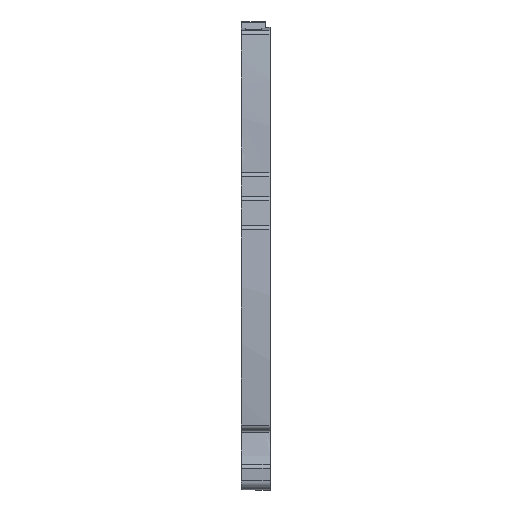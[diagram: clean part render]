
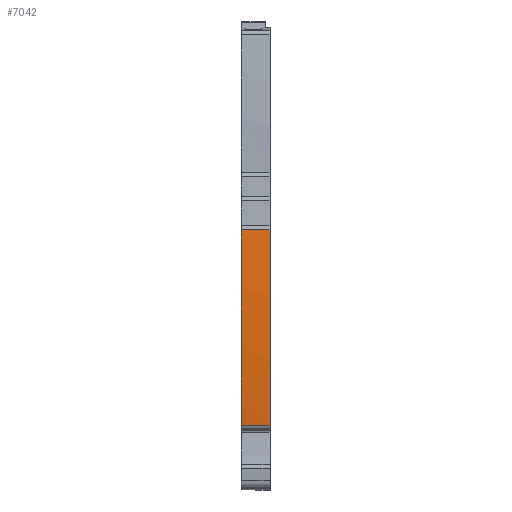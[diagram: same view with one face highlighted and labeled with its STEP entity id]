
A CAD part, front view. The second image highlights one B-rep face of the part: STEP entity #7042.
In plain terms, the highlighted cylindrical face has radius 202 mm (diameter 404 mm), a partial arc.
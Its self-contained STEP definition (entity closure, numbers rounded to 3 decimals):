
#2570=AXIS2_PLACEMENT_3D('Circle Axis2P3D',#2568,#2569,$) ;
#2577=AXIS2_PLACEMENT_3D('Circle Axis2P3D',#2575,#2576,$) ;
#2584=AXIS2_PLACEMENT_3D('Circle Axis2P3D',#2582,#2583,$) ;
#3817=AXIS2_PLACEMENT_3D('Circle Axis2P3D',#3815,#3816,$) ;
#7027=AXIS2_PLACEMENT_3D('Cylinder Axis2P3D',#7024,#7025,#7026) ;
#2565=CARTESIAN_POINT('Vertex',(0.,1.531,13.327)) ;
#2568=CARTESIAN_POINT('Axis2P3D Location',(0.,201.978,38.147)) ;
#2572=CARTESIAN_POINT('Vertex',(0.,1.516,13.45)) ;
#2575=CARTESIAN_POINT('Axis2P3D Location',(0.,202.,38.15)) ;
#2579=CARTESIAN_POINT('Vertex',(0.,0.952,18.566)) ;
#2582=CARTESIAN_POINT('Axis2P3D Location',(0.,202.,38.15)) ;
#2586=CARTESIAN_POINT('Vertex',(0.,0.609,53.828)) ;
#3812=CARTESIAN_POINT('Vertex',(5.95,0.609,53.828)) ;
#3815=CARTESIAN_POINT('Axis2P3D Location',(5.95,202.,38.15)) ;
#3819=CARTESIAN_POINT('Vertex',(5.95,1.531,13.327)) ;
#7011=CARTESIAN_POINT('Line Origine',(2.55,0.609,53.828)) ;
#7024=CARTESIAN_POINT('Axis2P3D Location',(3.16,202.,38.15)) ;
#7029=CARTESIAN_POINT('Line Origine',(3.16,1.531,13.327)) ;
#2569=DIRECTION('Axis2P3D Direction',(1.,0.,0.)) ;
#2576=DIRECTION('Axis2P3D Direction',(1.,0.,0.)) ;
#2583=DIRECTION('Axis2P3D Direction',(1.,0.,0.)) ;
#3816=DIRECTION('Axis2P3D Direction',(1.,0.,0.)) ;
#7012=DIRECTION('Vector Direction',(1.,0.,0.)) ;
#7025=DIRECTION('Axis2P3D Direction',(-1.,0.,0.)) ;
#7026=DIRECTION('Axis2P3D XDirection',(0.,-0.992,-0.123)) ;
#7030=DIRECTION('Vector Direction',(-1.,0.,0.)) ;
#7013=VECTOR('Line Direction',#7012,1.) ;
#7031=VECTOR('Line Direction',#7030,1.) ;
#7035=ORIENTED_EDGE('',*,*,#2588,.F.) ;
#7036=ORIENTED_EDGE('',*,*,#2581,.F.) ;
#7037=ORIENTED_EDGE('',*,*,#2574,.F.) ;
#7038=ORIENTED_EDGE('',*,*,#7033,.F.) ;
#7039=ORIENTED_EDGE('',*,*,#3821,.F.) ;
#7040=ORIENTED_EDGE('',*,*,#7015,.T.) ;
#7042=ADVANCED_FACE('KLEMME',(#7041),#7028,.T.) ;
#2571=CIRCLE('generated circle',#2570,201.978) ;
#2578=CIRCLE('generated circle',#2577,202.) ;
#2585=CIRCLE('generated circle',#2584,202.) ;
#3818=CIRCLE('generated circle',#3817,202.) ;
#7028=CYLINDRICAL_SURFACE('generated cylinder',#7027,202.) ;
#2574=EDGE_CURVE('',#2566,#2573,#2571,.F.) ;
#2581=EDGE_CURVE('',#2573,#2580,#2578,.F.) ;
#2588=EDGE_CURVE('',#2580,#2587,#2585,.F.) ;
#3821=EDGE_CURVE('',#3813,#3820,#3818,.T.) ;
#7015=EDGE_CURVE('',#3813,#2587,#7014,.F.) ;
#7033=EDGE_CURVE('',#3820,#2566,#7032,.T.) ;
#7034=EDGE_LOOP('',(#7035,#7036,#7037,#7038,#7039,#7040)) ;
#7041=FACE_OUTER_BOUND('',#7034,.T.) ;
#7014=LINE('Line',#7011,#7013) ;
#7032=LINE('Line',#7029,#7031) ;
#2566=VERTEX_POINT('',#2565) ;
#2573=VERTEX_POINT('',#2572) ;
#2580=VERTEX_POINT('',#2579) ;
#2587=VERTEX_POINT('',#2586) ;
#3813=VERTEX_POINT('',#3812) ;
#3820=VERTEX_POINT('',#3819) ;
